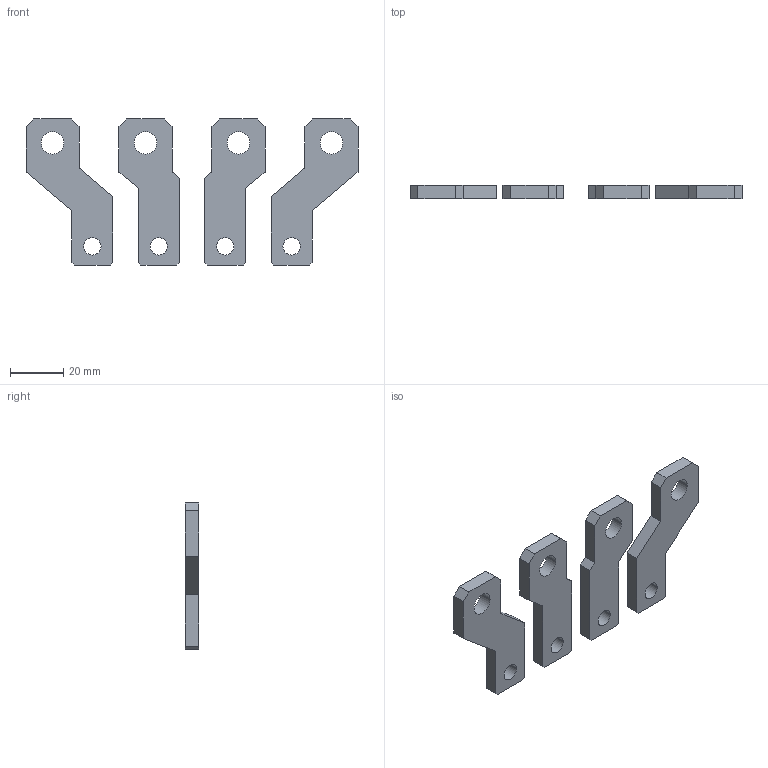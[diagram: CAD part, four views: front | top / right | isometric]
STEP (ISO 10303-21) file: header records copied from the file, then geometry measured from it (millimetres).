
FILE_DESCRIPTION(('CATIA V5 STEP Exchange'),'2;1');
FILE_NAME('1SDH001294R0050_1PA_001_00_A1_4p_ES_sup.stp','2014-12-04T15:40:43+00:00',('none'),('none'),'CATIA Version 5 Release 20 SP 1 (IN-10)','CATIA V5 STEP AP214','none');
FILE_SCHEMA(('AUTOMOTIVE_DESIGN { 1 0 10303 214 1 1 1 1 }'));
Length unit declared in the file: millimetre
Products named in the file (1): 1SDH001294R0050_1PA_001_00_A1_4p_ES_sup
Bounding box: 125 x 5 x 55 mm (x, y, z)
Volume: 17797.1 mm3; surface area: 11064.1 mm2
Topology: 4 solids, 4 shells, 72 faces, 192 edges, 128 vertices
Faces by surface type: plane 56, cylinder 16
Entity records: 2171 total; most frequent: ORIENTED_EDGE 384, CARTESIAN_POINT 374, DIRECTION 298, EDGE_CURVE 192, VECTOR 160, LINE 160, VERTEX_POINT 128, EDGE_LOOP 88
